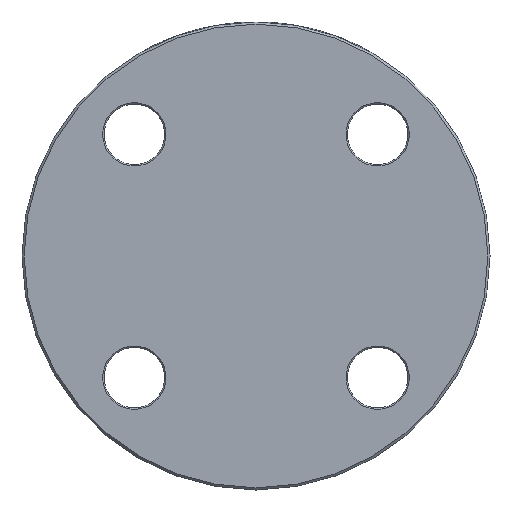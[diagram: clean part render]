
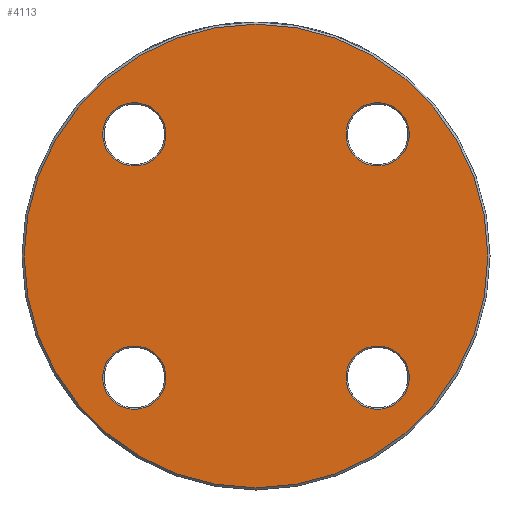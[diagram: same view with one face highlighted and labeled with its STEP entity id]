
A CAD part, left-side view. The second image highlights one B-rep face of the part: STEP entity #4113.
In plain terms, the highlighted planar face has unit normal (-1, 0, 0).
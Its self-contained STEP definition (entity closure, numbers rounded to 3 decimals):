
#90 = AXIS2_PLACEMENT_3D ( 'NONE', #3897, #3395, #1171 ) ;
#129 = CARTESIAN_POINT ( 'NONE',  ( 0., -44.194, 44.194 ) ) ;
#297 = EDGE_CURVE ( 'NONE', #5158, #5158, #4828, .T. ) ;
#406 = CIRCLE ( 'NONE', #3657, 11.5 ) ;
#423 = PLANE ( 'NONE',  #4541 ) ;
#454 = FACE_BOUND ( 'NONE', #1330, .T. ) ;
#515 = DIRECTION ( 'NONE',  ( 0., 0., -1. ) ) ;
#519 = ORIENTED_EDGE ( 'NONE', *, *, #3471, .T. ) ;
#794 = EDGE_LOOP ( 'NONE', ( #519 ) ) ;
#864 = FACE_BOUND ( 'NONE', #2198, .T. ) ;
#954 = FACE_BOUND ( 'NONE', #2920, .T. ) ;
#1109 = CARTESIAN_POINT ( 'NONE',  ( 0., 44.194, 32.694 ) ) ;
#1171 = DIRECTION ( 'NONE',  ( 0., 0., -1. ) ) ;
#1330 = EDGE_LOOP ( 'NONE', ( #4112 ) ) ;
#1427 = DIRECTION ( 'NONE',  ( 0., 0., -1. ) ) ;
#1581 = EDGE_CURVE ( 'NONE', #5715, #5715, #406, .T. ) ;
#1692 = CARTESIAN_POINT ( 'NONE',  ( 0., 44.194, -55.694 ) ) ;
#1758 = CARTESIAN_POINT ( 'NONE',  ( 0., -44.194, -44.194 ) ) ;
#1773 = VERTEX_POINT ( 'NONE', #2583 ) ;
#1820 = DIRECTION ( 'NONE',  ( 1., 0., 0. ) ) ;
#1859 = CARTESIAN_POINT ( 'NONE',  ( 0., 0., 0. ) ) ;
#1913 = DIRECTION ( 'NONE',  ( 0., 0., -1. ) ) ;
#1942 = DIRECTION ( 'NONE',  ( 1., 0., 0. ) ) ;
#2198 = EDGE_LOOP ( 'NONE', ( #3626 ) ) ;
#2201 = CIRCLE ( 'NONE', #4426, 84.2 ) ;
#2227 = CIRCLE ( 'NONE', #4358, 11.5 ) ;
#2277 = DIRECTION ( 'NONE',  ( 1., 0., 0. ) ) ;
#2583 = CARTESIAN_POINT ( 'NONE',  ( 0., 0., -84.2 ) ) ;
#2619 = ORIENTED_EDGE ( 'NONE', *, *, #1581, .T. ) ;
#2703 = VERTEX_POINT ( 'NONE', #1692 ) ;
#2718 = FACE_BOUND ( 'NONE', #3654, .T. ) ;
#2920 = EDGE_LOOP ( 'NONE', ( #4407 ) ) ;
#3175 = CARTESIAN_POINT ( 'NONE',  ( 0., 0., 0. ) ) ;
#3335 = AXIS2_PLACEMENT_3D ( 'NONE', #4526, #1942, #3712 ) ;
#3395 = DIRECTION ( 'NONE',  ( 1., 0., 0. ) ) ;
#3471 = EDGE_CURVE ( 'NONE', #1773, #1773, #2201, .T. ) ;
#3626 = ORIENTED_EDGE ( 'NONE', *, *, #4135, .T. ) ;
#3654 = EDGE_LOOP ( 'NONE', ( #2619 ) ) ;
#3657 = AXIS2_PLACEMENT_3D ( 'NONE', #129, #4115, #1913 ) ;
#3712 = DIRECTION ( 'NONE',  ( 0., 0., -1. ) ) ;
#3897 = CARTESIAN_POINT ( 'NONE',  ( 0., 44.194, -44.194 ) ) ;
#4021 = FACE_OUTER_BOUND ( 'NONE', #794, .T. ) ;
#4050 = DIRECTION ( 'NONE',  ( 0., 0., -1. ) ) ;
#4112 = ORIENTED_EDGE ( 'NONE', *, *, #4464, .T. ) ;
#4113 = ADVANCED_FACE ( 'NONE', ( #4021, #954, #2718, #864, #454 ), #423, .F. ) ;
#4115 = DIRECTION ( 'NONE',  ( 1., 0., 0. ) ) ;
#4135 = EDGE_CURVE ( 'NONE', #4785, #4785, #2227, .T. ) ;
#4260 = CIRCLE ( 'NONE', #90, 11.5 ) ;
#4358 = AXIS2_PLACEMENT_3D ( 'NONE', #1758, #2277, #4050 ) ;
#4407 = ORIENTED_EDGE ( 'NONE', *, *, #297, .T. ) ;
#4426 = AXIS2_PLACEMENT_3D ( 'NONE', #1859, #4575, #1427 ) ;
#4464 = EDGE_CURVE ( 'NONE', #2703, #2703, #4260, .T. ) ;
#4526 = CARTESIAN_POINT ( 'NONE',  ( 0., 44.194, 44.194 ) ) ;
#4541 = AXIS2_PLACEMENT_3D ( 'NONE', #3175, #1820, #515 ) ;
#4575 = DIRECTION ( 'NONE',  ( -1., 0., 0. ) ) ;
#4785 = VERTEX_POINT ( 'NONE', #4841 ) ;
#4828 = CIRCLE ( 'NONE', #3335, 11.5 ) ;
#4841 = CARTESIAN_POINT ( 'NONE',  ( 0., -44.194, -55.694 ) ) ;
#5158 = VERTEX_POINT ( 'NONE', #1109 ) ;
#5328 = CARTESIAN_POINT ( 'NONE',  ( 0., -44.194, 32.694 ) ) ;
#5715 = VERTEX_POINT ( 'NONE', #5328 ) ;
